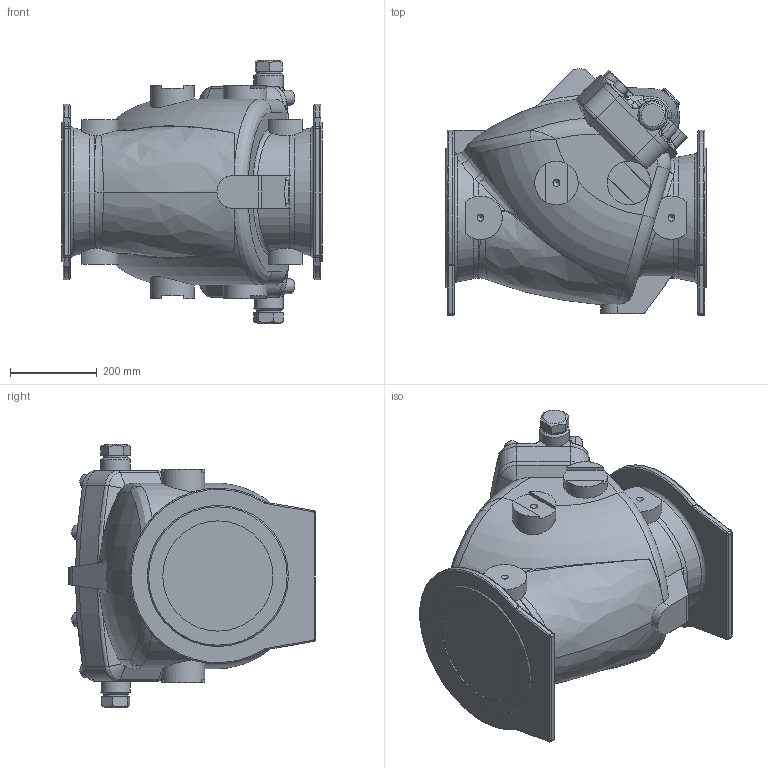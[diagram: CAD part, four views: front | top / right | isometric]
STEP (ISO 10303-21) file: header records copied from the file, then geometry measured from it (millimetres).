
FILE_DESCRIPTION (( 'STEP AP203' ), '1' );
FILE_NAME ('O_41_61_DN250_AA1_step.step', '2016-09-26T06:49:01', ( 'Windows User' ), ( 'AVK' ), 'SwSTEP 2.0', 'SolidWorks 2012', '' );
FILE_SCHEMA (( 'CONFIG_CONTROL_DESIGN' ));
Length unit declared in the file: millimetre
Products named in the file (1): O_41_61_DN250_AA1_step
Bounding box: 600 x 568.15 x 606 mm (x, y, z)
Volume: 84298304 mm3; surface area: 1541139 mm2
Topology: 1 solids, 1 shells, 448 faces, 1127 edges, 684 vertices
Faces by surface type: bspline 161, plane 116, cylinder 95, torus 44, cone 22, sphere 10
Full cylindrical faces by diameter (mm): 56 x2, 68 x2, 100 x4, 254 x2
Entity records: 26472 total; most frequent: CARTESIAN_POINT 17347, ORIENTED_EDGE 2156, DIRECTION 1524, EDGE_CURVE 1078, VERTEX_POINT 666, AXIS2_PLACEMENT_3D 649, EDGE_LOOP 482, FACE_OUTER_BOUND 460
